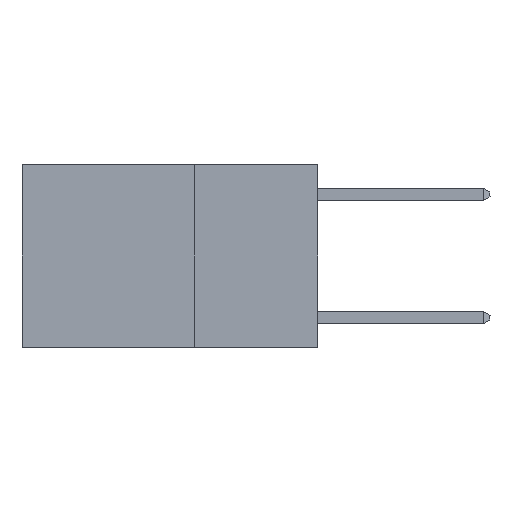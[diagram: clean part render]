
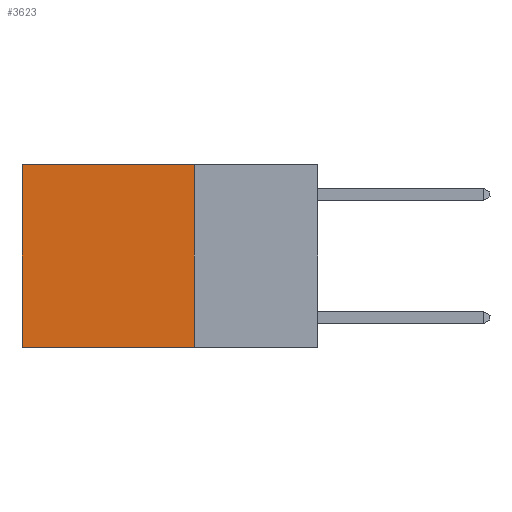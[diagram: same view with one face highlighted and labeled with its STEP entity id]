
A CAD part, left-side view. The second image highlights one B-rep face of the part: STEP entity #3623.
In plain terms, the highlighted planar face has unit normal (-1, 0, 0).
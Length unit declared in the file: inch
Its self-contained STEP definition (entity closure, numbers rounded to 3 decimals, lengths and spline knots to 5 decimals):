
#688 = CARTESIAN_POINT ( 'NONE',  ( 0.2625, 0.25, 0. ) ) ;
#1215 = EDGE_CURVE ( 'NONE', #2604, #3552, #2032, .T. ) ;
#1387 = FACE_OUTER_BOUND ( 'NONE', #1827, .T. ) ;
#1643 = CARTESIAN_POINT ( 'NONE',  ( 0.2625, 0.25, -0.37 ) ) ;
#1790 = ORIENTED_EDGE ( 'NONE', *, *, #2370, .F. ) ;
#1827 = EDGE_LOOP ( 'NONE', ( #3888, #1790, #7998, #5300 ) ) ;
#1940 = DIRECTION ( 'NONE',  ( 0., 1., 0. ) ) ;
#2024 = EDGE_CURVE ( 'NONE', #6928, #5741, #4297, .T. ) ;
#2032 = LINE ( 'NONE', #4039, #6612 ) ;
#2370 = EDGE_CURVE ( 'NONE', #3552, #5741, #4283, .T. ) ;
#2604 = VERTEX_POINT ( 'NONE', #688 ) ;
#3317 = CARTESIAN_POINT ( 'NONE',  ( 0.2625, 0.25, 0. ) ) ;
#3429 = CARTESIAN_POINT ( 'NONE',  ( 0.2625, 0.25, 0. ) ) ;
#3435 = DIRECTION ( 'NONE',  ( 0., 1., 0. ) ) ;
#3552 = VERTEX_POINT ( 'NONE', #1643 ) ;
#3623 = ADVANCED_FACE ( 'NONE', ( #1387 ), #6788, .F. ) ;
#3632 = DIRECTION ( 'NONE',  ( 0., 0., -1. ) ) ;
#3651 = VECTOR ( 'NONE', #1940, 39.37008 ) ;
#3888 = ORIENTED_EDGE ( 'NONE', *, *, #2024, .T. ) ;
#4039 = CARTESIAN_POINT ( 'NONE',  ( 0.2625, 0.25, 0. ) ) ;
#4147 = EDGE_CURVE ( 'NONE', #2604, #6928, #4600, .T. ) ;
#4208 = AXIS2_PLACEMENT_3D ( 'NONE', #3317, #6007, #8641 ) ;
#4283 = LINE ( 'NONE', #6950, #7530 ) ;
#4297 = LINE ( 'NONE', #4994, #4663 ) ;
#4600 = LINE ( 'NONE', #3429, #3651 ) ;
#4663 = VECTOR ( 'NONE', #3632, 39.37008 ) ;
#4994 = CARTESIAN_POINT ( 'NONE',  ( 0.2625, 0.6, 0. ) ) ;
#5300 = ORIENTED_EDGE ( 'NONE', *, *, #4147, .T. ) ;
#5741 = VERTEX_POINT ( 'NONE', #6664 ) ;
#6007 = DIRECTION ( 'NONE',  ( 1., 0., 0. ) ) ;
#6420 = CARTESIAN_POINT ( 'NONE',  ( 0.2625, 0.6, 0. ) ) ;
#6612 = VECTOR ( 'NONE', #7543, 39.37008 ) ;
#6664 = CARTESIAN_POINT ( 'NONE',  ( 0.2625, 0.6, -0.37 ) ) ;
#6788 = PLANE ( 'NONE',  #4208 ) ;
#6928 = VERTEX_POINT ( 'NONE', #6420 ) ;
#6950 = CARTESIAN_POINT ( 'NONE',  ( 0.2625, 0.25, -0.37 ) ) ;
#7530 = VECTOR ( 'NONE', #3435, 39.37008 ) ;
#7543 = DIRECTION ( 'NONE',  ( 0., 0., -1. ) ) ;
#7998 = ORIENTED_EDGE ( 'NONE', *, *, #1215, .F. ) ;
#8641 = DIRECTION ( 'NONE',  ( 0., 0., -1. ) ) ;
